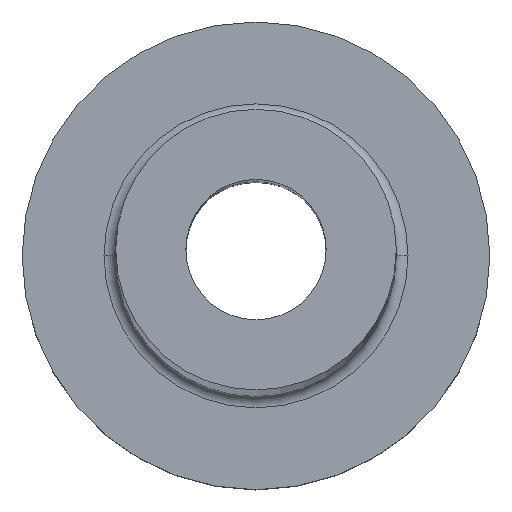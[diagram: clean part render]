
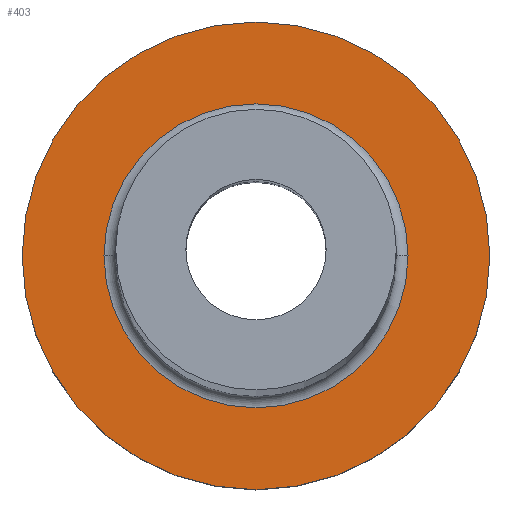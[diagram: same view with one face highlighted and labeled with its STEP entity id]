
A CAD part, top view. The second image highlights one B-rep face of the part: STEP entity #403.
In plain terms, the highlighted planar face has unit normal (0, 0, 1).
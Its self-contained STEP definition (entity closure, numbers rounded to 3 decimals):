
#19 = AXIS2_PLACEMENT_3D ( 'NONE', #387, #451, #417 ) ;
#25 = DIRECTION ( 'NONE',  ( 1., 0., 0. ) ) ;
#26 = VERTEX_POINT ( 'NONE', #166 ) ;
#28 = EDGE_CURVE ( 'NONE', #33, #202, #87, .T. ) ;
#33 = VERTEX_POINT ( 'NONE', #289 ) ;
#48 = CARTESIAN_POINT ( 'NONE',  ( 0., 0., 7. ) ) ;
#65 = ORIENTED_EDGE ( 'NONE', *, *, #28, .T. ) ;
#68 = CIRCLE ( 'NONE', #132, 10. ) ;
#87 = CIRCLE ( 'NONE', #19, 6.5 ) ;
#100 = DIRECTION ( 'NONE',  ( 0., 0., -1. ) ) ;
#105 = CIRCLE ( 'NONE', #315, 10. ) ;
#119 = PLANE ( 'NONE',  #358 ) ;
#126 = CARTESIAN_POINT ( 'NONE',  ( 0., 0., 7. ) ) ;
#132 = AXIS2_PLACEMENT_3D ( 'NONE', #126, #340, #278 ) ;
#133 = DIRECTION ( 'NONE',  ( 1., 0., 0. ) ) ;
#136 = VERTEX_POINT ( 'NONE', #149 ) ;
#149 = CARTESIAN_POINT ( 'NONE',  ( 10., 0., 7. ) ) ;
#166 = CARTESIAN_POINT ( 'NONE',  ( -10., 0., 7. ) ) ;
#184 = EDGE_CURVE ( 'NONE', #136, #26, #105, .T. ) ;
#185 = DIRECTION ( 'NONE',  ( 0., 0., 1. ) ) ;
#202 = VERTEX_POINT ( 'NONE', #292 ) ;
#233 = ORIENTED_EDGE ( 'NONE', *, *, #261, .T. ) ;
#234 = FACE_OUTER_BOUND ( 'NONE', #279, .T. ) ;
#240 = CARTESIAN_POINT ( 'NONE',  ( 0., 0., 7. ) ) ;
#261 = EDGE_CURVE ( 'NONE', #26, #136, #68, .T. ) ;
#278 = DIRECTION ( 'NONE',  ( 1., 0., 0. ) ) ;
#279 = EDGE_LOOP ( 'NONE', ( #233, #405 ) ) ;
#289 = CARTESIAN_POINT ( 'NONE',  ( -6.5, 0., 7. ) ) ;
#292 = CARTESIAN_POINT ( 'NONE',  ( 6.5, 0., 7. ) ) ;
#315 = AXIS2_PLACEMENT_3D ( 'NONE', #48, #185, #461 ) ;
#339 = EDGE_LOOP ( 'NONE', ( #348, #65 ) ) ;
#340 = DIRECTION ( 'NONE',  ( 0., 0., 1. ) ) ;
#343 = CARTESIAN_POINT ( 'NONE',  ( 0., 0., 7. ) ) ;
#348 = ORIENTED_EDGE ( 'NONE', *, *, #408, .T. ) ;
#358 = AXIS2_PLACEMENT_3D ( 'NONE', #343, #419, #25 ) ;
#387 = CARTESIAN_POINT ( 'NONE',  ( 0., 0., 7. ) ) ;
#390 = AXIS2_PLACEMENT_3D ( 'NONE', #240, #100, #133 ) ;
#403 = ADVANCED_FACE ( 'NONE', ( #443, #234 ), #119, .T. ) ;
#405 = ORIENTED_EDGE ( 'NONE', *, *, #184, .T. ) ;
#408 = EDGE_CURVE ( 'NONE', #202, #33, #421, .T. ) ;
#417 = DIRECTION ( 'NONE',  ( 1., 0., 0. ) ) ;
#419 = DIRECTION ( 'NONE',  ( 0., 0., 1. ) ) ;
#421 = CIRCLE ( 'NONE', #390, 6.5 ) ;
#443 = FACE_BOUND ( 'NONE', #339, .T. ) ;
#451 = DIRECTION ( 'NONE',  ( 0., 0., -1. ) ) ;
#461 = DIRECTION ( 'NONE',  ( 1., 0., 0. ) ) ;
